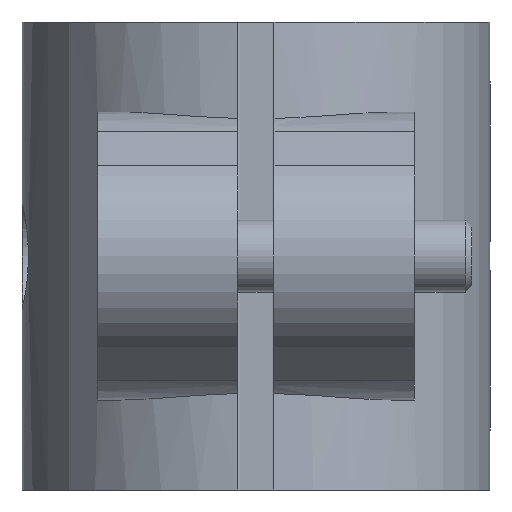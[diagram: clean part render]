
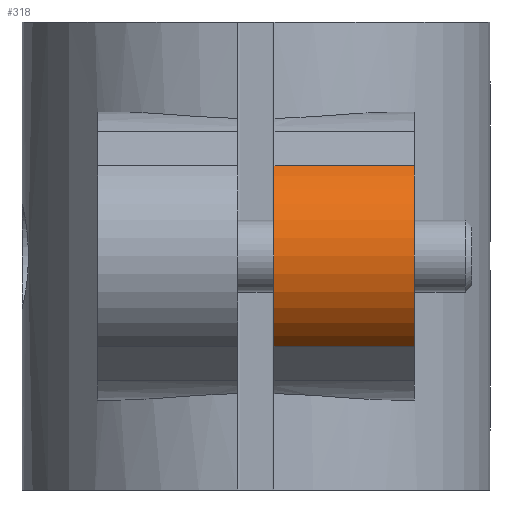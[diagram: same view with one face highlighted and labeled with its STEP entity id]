
A CAD part, left-side view. The second image highlights one B-rep face of the part: STEP entity #318.
In plain terms, the highlighted cylindrical face has radius 14.5 mm (diameter 29 mm), a partial arc.
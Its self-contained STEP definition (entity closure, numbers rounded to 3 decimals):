
#318 = ADVANCED_FACE( '', ( #749 ), #750, .T. );
#749 = FACE_OUTER_BOUND( '', #1293, .T. );
#750 = CYLINDRICAL_SURFACE( '', #1294, 14.5 );
#1293 = EDGE_LOOP( '', ( #2185, #2186, #2187, #2188 ) );
#1294 = AXIS2_PLACEMENT_3D( '', #2189, #2190, #2191 );
#2185 = ORIENTED_EDGE( '', *, *, #3384, .F. );
#2186 = ORIENTED_EDGE( '', *, *, #3225, .T. );
#2187 = ORIENTED_EDGE( '', *, *, #3385, .T. );
#2188 = ORIENTED_EDGE( '', *, *, #3246, .F. );
#2189 = CARTESIAN_POINT( '', ( -37.5, 22., 32.5 ) );
#2190 = DIRECTION( '', ( 0., 1., 0. ) );
#2191 = DIRECTION( '', ( 0., 0., -1. ) );
#3225 = EDGE_CURVE( '', #3906, #3910, #3912, .T. );
#3246 = EDGE_CURVE( '', #3942, #3945, #3946, .T. );
#3384 = EDGE_CURVE( '', #3906, #3942, #4167, .T. );
#3385 = EDGE_CURVE( '', #3910, #3945, #4168, .T. );
#3906 = VERTEX_POINT( '', #4935 );
#3910 = VERTEX_POINT( '', #4941 );
#3912 = LINE( '', #4944, #4945 );
#3942 = VERTEX_POINT( '', #4986 );
#3945 = VERTEX_POINT( '', #4990 );
#3946 = LINE( '', #4991, #4992 );
#4167 = CIRCLE( '', #5340, 14.5 );
#4168 = CIRCLE( '', #5341, 14.5 );
#4935 = CARTESIAN_POINT( '', ( -44.75, -2.5, 19.943 ) );
#4941 = CARTESIAN_POINT( '', ( -44.75, -22., 19.943 ) );
#4944 = CARTESIAN_POINT( '', ( -44.75, 22., 19.943 ) );
#4945 = VECTOR( '', #6053, 1000. );
#4986 = CARTESIAN_POINT( '', ( -44.75, -2.5, 45.057 ) );
#4990 = CARTESIAN_POINT( '', ( -44.75, -22., 45.057 ) );
#4991 = CARTESIAN_POINT( '', ( -44.75, 22., 45.057 ) );
#4992 = VECTOR( '', #6078, 1000. );
#5340 = AXIS2_PLACEMENT_3D( '', #6243, #6244, #6245 );
#5341 = AXIS2_PLACEMENT_3D( '', #6246, #6247, #6248 );
#6053 = DIRECTION( '', ( 0., -1., 0. ) );
#6078 = DIRECTION( '', ( 0., -1., 0. ) );
#6243 = CARTESIAN_POINT( '', ( -37.5, -2.5, 32.5 ) );
#6244 = DIRECTION( '', ( 0., 1., 0. ) );
#6245 = DIRECTION( '', ( 0., 0., 1. ) );
#6246 = CARTESIAN_POINT( '', ( -37.5, -22., 32.5 ) );
#6247 = DIRECTION( '', ( 0., 1., 0. ) );
#6248 = DIRECTION( '', ( 1., 0., 0. ) );
